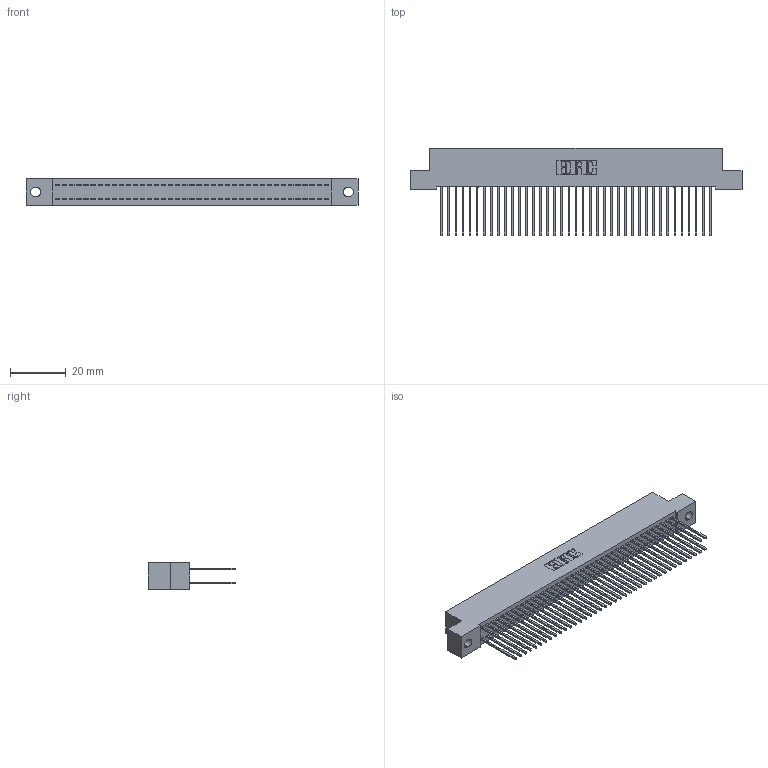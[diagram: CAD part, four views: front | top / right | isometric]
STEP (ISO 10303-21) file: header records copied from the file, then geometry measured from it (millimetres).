
FILE_DESCRIPTION (( 'STEP AP203' ), '1' );
FILE_NAME ('342-078-542-202.STEP', '2018-08-13T13:39:31', ( '' ), ( '' ), 'SwSTEP 2.0', 'SolidWorks 2016', '' );
FILE_SCHEMA (( 'CONFIG_CONTROL_DESIGN' ));
Length unit declared in the file: inch
Products named in the file (3): 342 Part_.128 Slot; 345-292-001_345-293-142; 342-078-542-202
Assembly tree (79 placements, depth 2):
  342-078-542-202
    342 Part_.128 Slot
    345-292-001_345-293-142  x78
Bounding box: 119.38 x 31.63 x 9.4 mm (x, y, z)
Volume: 11023.5 mm3; surface area: 19260.9 mm2
Topology: 79 solids, 79 shells, 4170 faces, 12401 edges, 8162 vertices
Faces by surface type: plane 2878, cylinder 1292
Entity records: 25499 total; most frequent: CARTESIAN_POINT 4230, ORIENTED_EDGE 4166, DIRECTION 3619, EDGE_CURVE 2083, VECTOR 1955, LINE 1955, VERTEX_POINT 1386, AXIS2_PLACEMENT_3D 832
